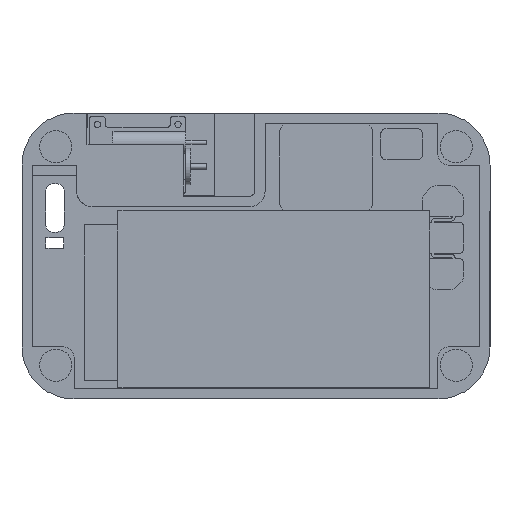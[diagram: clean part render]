
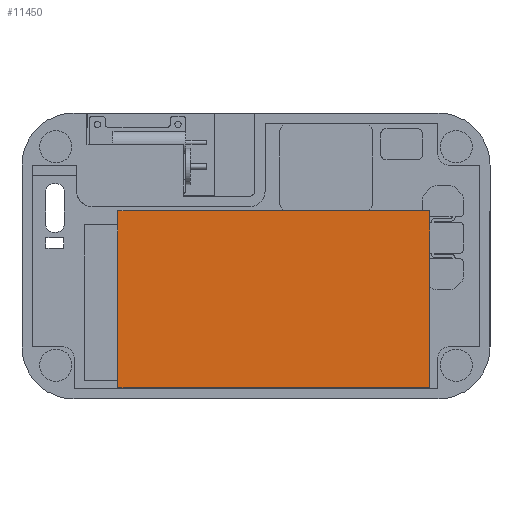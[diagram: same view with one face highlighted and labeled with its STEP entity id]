
A CAD part, front view. The second image highlights one B-rep face of the part: STEP entity #11450.
In plain terms, the highlighted planar face has unit normal (0, -1, 0).
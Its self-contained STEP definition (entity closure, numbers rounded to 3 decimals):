
#734 = VERTEX_POINT ( 'NONE', #16345 ) ;
#875 = DIRECTION ( 'NONE',  ( 0., 0., 1. ) ) ;
#1131 = EDGE_CURVE ( 'NONE', #4286, #734, #15817, .T. ) ;
#1574 = VECTOR ( 'NONE', #20498, 1000. ) ;
#2032 = DIRECTION ( 'NONE',  ( 0., 1., 0. ) ) ;
#2299 = AXIS2_PLACEMENT_3D ( 'NONE', #16403, #2032, #16299 ) ;
#2737 = EDGE_CURVE ( 'NONE', #734, #15227, #8792, .T. ) ;
#4134 = ORIENTED_EDGE ( 'NONE', *, *, #1131, .F. ) ;
#4286 = VERTEX_POINT ( 'NONE', #11199 ) ;
#4562 = EDGE_CURVE ( 'NONE', #15227, #15041, #11820, .T. ) ;
#7102 = VECTOR ( 'NONE', #15091, 1000. ) ;
#7115 = CARTESIAN_POINT ( 'NONE',  ( -30., 0., -17. ) ) ;
#8792 = LINE ( 'NONE', #7115, #7102 ) ;
#9252 = CARTESIAN_POINT ( 'NONE',  ( -30., 0., 17. ) ) ;
#10572 = ORIENTED_EDGE ( 'NONE', *, *, #4562, .F. ) ;
#10648 = EDGE_CURVE ( 'NONE', #15041, #4286, #14098, .T. ) ;
#11102 = CARTESIAN_POINT ( 'NONE',  ( -30., 0., 17. ) ) ;
#11199 = CARTESIAN_POINT ( 'NONE',  ( 30., 0., 17. ) ) ;
#11450 = ADVANCED_FACE ( 'NONE', ( #13172 ), #19159, .F. ) ;
#11593 = CARTESIAN_POINT ( 'NONE',  ( 30., 0., -17. ) ) ;
#11820 = LINE ( 'NONE', #16930, #12424 ) ;
#12424 = VECTOR ( 'NONE', #875, 1000. ) ;
#12439 = CARTESIAN_POINT ( 'NONE',  ( -30., 0., -17. ) ) ;
#12488 = EDGE_LOOP ( 'NONE', ( #10572, #14334, #4134, #19118 ) ) ;
#13172 = FACE_OUTER_BOUND ( 'NONE', #12488, .T. ) ;
#14098 = LINE ( 'NONE', #9252, #1574 ) ;
#14334 = ORIENTED_EDGE ( 'NONE', *, *, #2737, .F. ) ;
#14561 = VECTOR ( 'NONE', #16196, 1000. ) ;
#15041 = VERTEX_POINT ( 'NONE', #11102 ) ;
#15091 = DIRECTION ( 'NONE',  ( -1., 0., 0. ) ) ;
#15227 = VERTEX_POINT ( 'NONE', #12439 ) ;
#15817 = LINE ( 'NONE', #11593, #14561 ) ;
#16196 = DIRECTION ( 'NONE',  ( 0., 0., -1. ) ) ;
#16299 = DIRECTION ( 'NONE',  ( 0., 0., 1. ) ) ;
#16345 = CARTESIAN_POINT ( 'NONE',  ( 30., 0., -17. ) ) ;
#16403 = CARTESIAN_POINT ( 'NONE',  ( 0., 0., 0. ) ) ;
#16930 = CARTESIAN_POINT ( 'NONE',  ( -30., 0., -17. ) ) ;
#19118 = ORIENTED_EDGE ( 'NONE', *, *, #10648, .F. ) ;
#19159 = PLANE ( 'NONE',  #2299 ) ;
#20498 = DIRECTION ( 'NONE',  ( 1., 0., 0. ) ) ;
